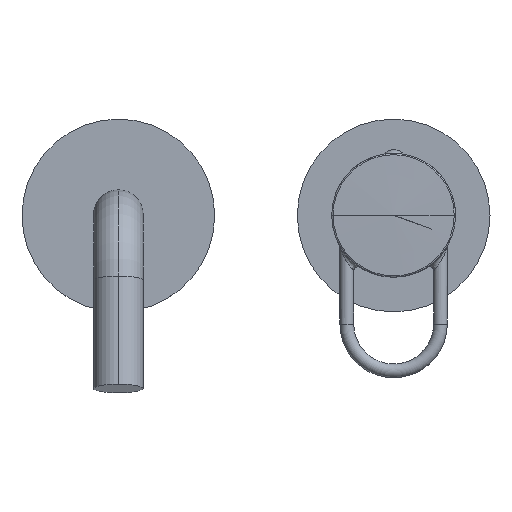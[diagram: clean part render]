
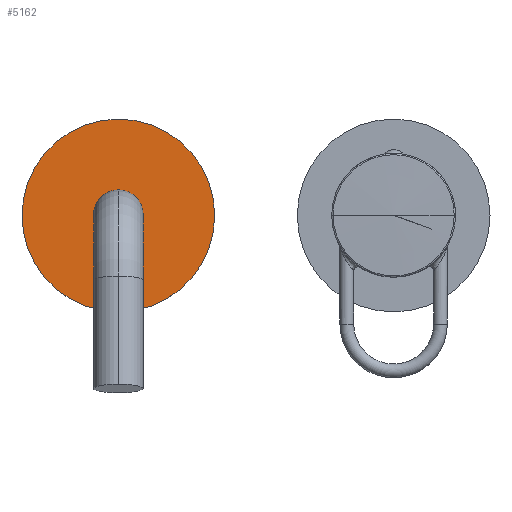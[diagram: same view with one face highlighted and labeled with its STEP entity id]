
A CAD part, top view. The second image highlights one B-rep face of the part: STEP entity #5162.
In plain terms, the highlighted planar face has unit normal (0, 0, 1).
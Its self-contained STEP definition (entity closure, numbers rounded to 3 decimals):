
#5005=CARTESIAN_POINT('',(-100.,0.,49.));
#5006=DIRECTION('',(0.,0.,1.));
#5007=DIRECTION('',(0.,1.,0.));
#5008=AXIS2_PLACEMENT_3D('',#5005,#5006,#5007);
#5014=CARTESIAN_POINT('',(-100.,0.,49.));
#5015=DIRECTION('',(0.,0.,1.));
#5016=DIRECTION('',(-1.,0.,0.));
#5017=AXIS2_PLACEMENT_3D('',#5014,#5015,#5016);
#5019=CARTESIAN_POINT('',(-100.,0.,49.));
#5020=DIRECTION('',(0.,0.,-1.));
#5021=DIRECTION('',(-1.,0.,0.));
#5022=AXIS2_PLACEMENT_3D('',#5019,#5020,#5021);
#5042=CARTESIAN_POINT('',(-100.,0.,49.));
#5043=DIRECTION('',(0.,0.,1.));
#5044=DIRECTION('',(0.,-1.,0.));
#5045=AXIS2_PLACEMENT_3D('',#5042,#5043,#5044);
#5112=CARTESIAN_POINT('',(-135.,0.,49.));
#5114=VERTEX_POINT('',#5112);
#5116=CARTESIAN_POINT('',(-65.,0.,49.));
#5118=VERTEX_POINT('',#5116);
#5119=CARTESIAN_POINT('',(-100.,-9.,49.));
#5120=CARTESIAN_POINT('',(-100.,9.,49.));
#5121=VERTEX_POINT('',#5119);
#5122=VERTEX_POINT('',#5120);
#5146=CARTESIAN_POINT('',(-100.,0.,49.));
#5147=DIRECTION('',(0.,0.,-1.));
#5148=DIRECTION('',(1.,0.,0.));
#5149=AXIS2_PLACEMENT_3D('',#5146,#5147,#5148);
#5150=PLANE('',#5149);
#5152=ORIENTED_EDGE('',*,*,#5151,.F.);
#5154=ORIENTED_EDGE('',*,*,#5153,.T.);
#5155=EDGE_LOOP('',(#5152,#5154));
#5156=FACE_OUTER_BOUND('',#5155,.F.);
#5158=ORIENTED_EDGE('',*,*,#5157,.T.);
#5159=ORIENTED_EDGE('',*,*,#5128,.T.);
#5160=EDGE_LOOP('',(#5158,#5159));
#5161=FACE_BOUND('',#5160,.F.);
#5162=ADVANCED_FACE('',(#5156,#5161),#5150,.F.);
#5009=CIRCLE('',#5008,9.);
#5018=CIRCLE('',#5017,35.);
#5023=CIRCLE('',#5022,35.);
#5046=CIRCLE('',#5045,9.);
#5128=EDGE_CURVE('',#5122,#5121,#5009,.T.);
#5151=EDGE_CURVE('',#5114,#5118,#5018,.T.);
#5153=EDGE_CURVE('',#5114,#5118,#5023,.T.);
#5157=EDGE_CURVE('',#5121,#5122,#5046,.T.);
